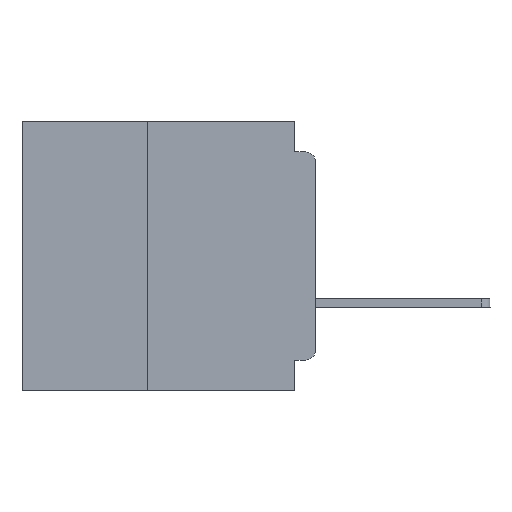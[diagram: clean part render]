
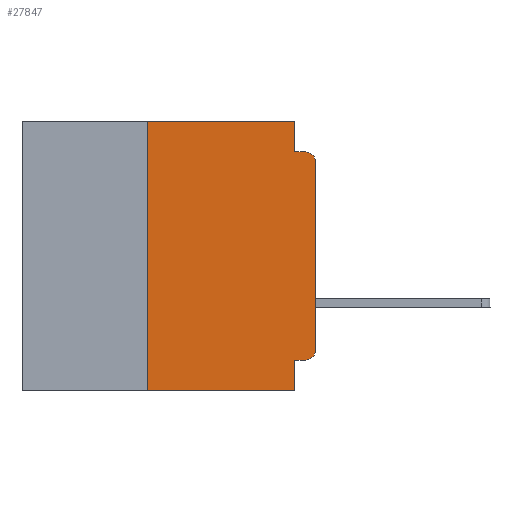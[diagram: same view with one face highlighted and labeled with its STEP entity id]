
A CAD part, left-side view. The second image highlights one B-rep face of the part: STEP entity #27847.
In plain terms, the highlighted planar face has unit normal (-1, 0, 0).
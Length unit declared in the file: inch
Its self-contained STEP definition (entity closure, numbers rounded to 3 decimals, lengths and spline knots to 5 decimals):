
#239 = CARTESIAN_POINT ( 'NONE',  ( 0., 0.031, 0. ) ) ;
#1233 = EDGE_CURVE ( 'NONE', #5899, #33875, #37527, .T. ) ;
#1546 = LINE ( 'NONE', #29029, #53440 ) ;
#1797 = EDGE_CURVE ( 'NONE', #57937, #11590, #57894, .T. ) ;
#2213 = CARTESIAN_POINT ( 'NONE',  ( 0., 0., -0.355 ) ) ;
#3942 = FACE_OUTER_BOUND ( 'NONE', #45528, .T. ) ;
#5668 = ORIENTED_EDGE ( 'NONE', *, *, #28081, .F. ) ;
#5899 = VERTEX_POINT ( 'NONE', #28665 ) ;
#7155 = ORIENTED_EDGE ( 'NONE', *, *, #16238, .T. ) ;
#8649 = ORIENTED_EDGE ( 'NONE', *, *, #47980, .F. ) ;
#8947 = AXIS2_PLACEMENT_3D ( 'NONE', #10251, #45281, #15341 ) ;
#9405 = LINE ( 'NONE', #64709, #61210 ) ;
#10217 = PLANE ( 'NONE',  #10836 ) ;
#10251 = CARTESIAN_POINT ( 'NONE',  ( 0., 0.015, -0.06 ) ) ;
#10658 = VERTEX_POINT ( 'NONE', #33105 ) ;
#10836 = AXIS2_PLACEMENT_3D ( 'NONE', #45243, #50290, #20313 ) ;
#11289 = LINE ( 'NONE', #14111, #64621 ) ;
#11590 = VERTEX_POINT ( 'NONE', #239 ) ;
#11732 = CARTESIAN_POINT ( 'NONE',  ( 0., 0.031, -0.4 ) ) ;
#12378 = VERTEX_POINT ( 'NONE', #11732 ) ;
#13561 = VERTEX_POINT ( 'NONE', #56086 ) ;
#13927 = VECTOR ( 'NONE', #52550, 39.37008 ) ;
#14111 = CARTESIAN_POINT ( 'NONE',  ( 0., 0., 0. ) ) ;
#15341 = DIRECTION ( 'NONE',  ( 0., 0., -1. ) ) ;
#16238 = EDGE_CURVE ( 'NONE', #33875, #10658, #11289, .T. ) ;
#16295 = ORIENTED_EDGE ( 'NONE', *, *, #1797, .F. ) ;
#16872 = EDGE_CURVE ( 'NONE', #25806, #12378, #23044, .T. ) ;
#17890 = VECTOR ( 'NONE', #57730, 39.37008 ) ;
#18579 = ORIENTED_EDGE ( 'NONE', *, *, #1233, .T. ) ;
#20313 = DIRECTION ( 'NONE',  ( 0., 0., -1. ) ) ;
#22022 = DIRECTION ( 'NONE',  ( 0., 1., 0. ) ) ;
#22189 = CARTESIAN_POINT ( 'NONE',  ( 0., 0.25, 0. ) ) ;
#23044 = LINE ( 'NONE', #54526, #49685 ) ;
#25541 = VECTOR ( 'NONE', #50719, 39.37008 ) ;
#25806 = VERTEX_POINT ( 'NONE', #42656 ) ;
#27847 = ADVANCED_FACE ( 'NONE', ( #3942 ), #10217, .F. ) ;
#28081 = EDGE_CURVE ( 'NONE', #5899, #25806, #51857, .T. ) ;
#28665 = CARTESIAN_POINT ( 'NONE',  ( 0., 0.015, -0.355 ) ) ;
#28737 = LINE ( 'NONE', #47476, #13927 ) ;
#29029 = CARTESIAN_POINT ( 'NONE',  ( 0., 0., -0.045 ) ) ;
#32664 = ORIENTED_EDGE ( 'NONE', *, *, #55397, .T. ) ;
#33105 = CARTESIAN_POINT ( 'NONE',  ( 0., 0., -0.06 ) ) ;
#33875 = VERTEX_POINT ( 'NONE', #37627 ) ;
#36793 = CIRCLE ( 'NONE', #8947, 0.015 ) ;
#36848 = VERTEX_POINT ( 'NONE', #63082 ) ;
#37527 = CIRCLE ( 'NONE', #52754, 0.015 ) ;
#37627 = CARTESIAN_POINT ( 'NONE',  ( 0., 0., -0.34 ) ) ;
#39318 = EDGE_CURVE ( 'NONE', #45868, #12378, #28737, .T. ) ;
#39816 = EDGE_CURVE ( 'NONE', #11590, #13561, #52246, .T. ) ;
#39879 = DIRECTION ( 'NONE',  ( 0., 0., 1. ) ) ;
#40256 = ORIENTED_EDGE ( 'NONE', *, *, #39816, .F. ) ;
#42656 = CARTESIAN_POINT ( 'NONE',  ( 0., 0.031, -0.355 ) ) ;
#44040 = DIRECTION ( 'NONE',  ( 0., 0., 1. ) ) ;
#45047 = CARTESIAN_POINT ( 'NONE',  ( 0., 0.015, -0.34 ) ) ;
#45243 = CARTESIAN_POINT ( 'NONE',  ( 0., 0.437, 0. ) ) ;
#45281 = DIRECTION ( 'NONE',  ( -1., 0., 0. ) ) ;
#45528 = EDGE_LOOP ( 'NONE', ( #7155, #32664, #64057, #40256, #16295, #8649, #63710, #46311, #5668, #18579 ) ) ;
#45668 = CARTESIAN_POINT ( 'NONE',  ( 0., 0.031, 0. ) ) ;
#45868 = VERTEX_POINT ( 'NONE', #64083 ) ;
#46311 = ORIENTED_EDGE ( 'NONE', *, *, #16872, .F. ) ;
#47163 = DIRECTION ( 'NONE',  ( 0., 0., -1. ) ) ;
#47321 = DIRECTION ( 'NONE',  ( -1., 0., 0. ) ) ;
#47476 = CARTESIAN_POINT ( 'NONE',  ( 0., 0.437, -0.4 ) ) ;
#47980 = EDGE_CURVE ( 'NONE', #45868, #57937, #9405, .T. ) ;
#48315 = VECTOR ( 'NONE', #22022, 39.37008 ) ;
#49180 = DIRECTION ( 'NONE',  ( 0., -1., 0. ) ) ;
#49457 = DIRECTION ( 'NONE',  ( 0., 0., -1. ) ) ;
#49685 = VECTOR ( 'NONE', #49457, 39.37008 ) ;
#50290 = DIRECTION ( 'NONE',  ( 1., 0., 0. ) ) ;
#50719 = DIRECTION ( 'NONE',  ( 0., 0., -1. ) ) ;
#51857 = LINE ( 'NONE', #2213, #48315 ) ;
#52246 = LINE ( 'NONE', #45668, #25541 ) ;
#52550 = DIRECTION ( 'NONE',  ( 0., -1., 0. ) ) ;
#52754 = AXIS2_PLACEMENT_3D ( 'NONE', #45047, #47321, #47163 ) ;
#53440 = VECTOR ( 'NONE', #49180, 39.37008 ) ;
#54526 = CARTESIAN_POINT ( 'NONE',  ( 0., 0.031, -0.4 ) ) ;
#55397 = EDGE_CURVE ( 'NONE', #10658, #36848, #36793, .T. ) ;
#56086 = CARTESIAN_POINT ( 'NONE',  ( 0., 0.031, -0.045 ) ) ;
#57585 = CARTESIAN_POINT ( 'NONE',  ( 0., 0.437, 0. ) ) ;
#57730 = DIRECTION ( 'NONE',  ( 0., -1., 0. ) ) ;
#57894 = LINE ( 'NONE', #57585, #17890 ) ;
#57937 = VERTEX_POINT ( 'NONE', #22189 ) ;
#61210 = VECTOR ( 'NONE', #39879, 39.37008 ) ;
#63082 = CARTESIAN_POINT ( 'NONE',  ( 0., 0.015, -0.045 ) ) ;
#63710 = ORIENTED_EDGE ( 'NONE', *, *, #39318, .T. ) ;
#63943 = EDGE_CURVE ( 'NONE', #13561, #36848, #1546, .T. ) ;
#64057 = ORIENTED_EDGE ( 'NONE', *, *, #63943, .F. ) ;
#64083 = CARTESIAN_POINT ( 'NONE',  ( 0., 0.25, -0.4 ) ) ;
#64621 = VECTOR ( 'NONE', #44040, 39.37008 ) ;
#64709 = CARTESIAN_POINT ( 'NONE',  ( 0., 0.25, -0.4 ) ) ;
